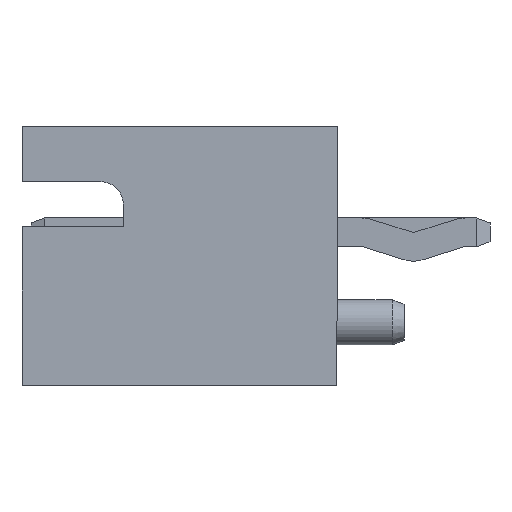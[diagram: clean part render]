
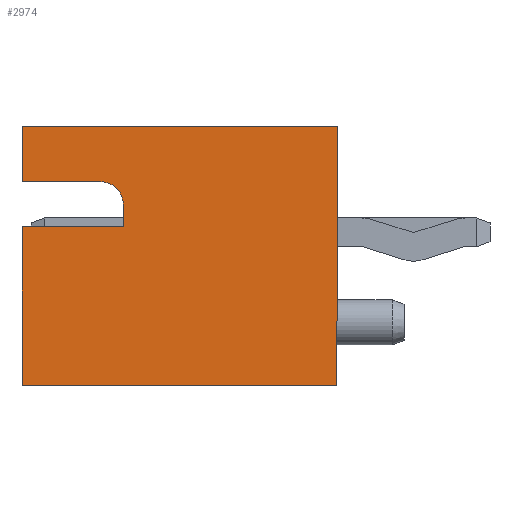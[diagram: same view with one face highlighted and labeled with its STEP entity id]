
A CAD part, left-side view. The second image highlights one B-rep face of the part: STEP entity #2974.
In plain terms, the highlighted face is planar.
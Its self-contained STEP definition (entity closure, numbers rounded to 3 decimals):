
#65 = CARTESIAN_POINT ( 'NONE',  ( 7.45, 7., 0. ) ) ;
#341 = EDGE_CURVE ( 'NONE', #4761, #1355, #2848, .T. ) ;
#349 = ORIENTED_EDGE ( 'NONE', *, *, #4944, .F. ) ;
#416 = LINE ( 'NONE', #486, #2686 ) ;
#486 = CARTESIAN_POINT ( 'NONE',  ( 7.45, 7., -2.35 ) ) ;
#548 = VECTOR ( 'NONE', #4817, 1000. ) ;
#619 = AXIS2_PLACEMENT_3D ( 'NONE', #3856, #1816, #4687 ) ;
#649 = ORIENTED_EDGE ( 'NONE', *, *, #1350, .T. ) ;
#754 = LINE ( 'NONE', #1453, #998 ) ;
#817 = VECTOR ( 'NONE', #4971, 1000. ) ;
#941 = CARTESIAN_POINT ( 'NONE',  ( 7.45, 7., -2.35 ) ) ;
#998 = VECTOR ( 'NONE', #5094, 1000. ) ;
#1161 = CARTESIAN_POINT ( 'NONE',  ( 7.45, 7., 3.4 ) ) ;
#1201 = VERTEX_POINT ( 'NONE', #1161 ) ;
#1311 = LINE ( 'NONE', #4483, #1377 ) ;
#1312 = CARTESIAN_POINT ( 'NONE',  ( 7.45, 7., 0. ) ) ;
#1333 = EDGE_LOOP ( 'NONE', ( #4645, #1983, #2957, #3793, #649, #4239, #3177, #349, #2640 ) ) ;
#1350 = EDGE_CURVE ( 'NONE', #3543, #1201, #3234, .T. ) ;
#1355 = VERTEX_POINT ( 'NONE', #2836 ) ;
#1377 = VECTOR ( 'NONE', #2496, 1000. ) ;
#1402 = EDGE_CURVE ( 'NONE', #3407, #3558, #4506, .T. ) ;
#1453 = CARTESIAN_POINT ( 'NONE',  ( 7.45, 4.75, -0.625 ) ) ;
#1495 = LINE ( 'NONE', #2208, #2384 ) ;
#1497 = EDGE_CURVE ( 'NONE', #1201, #1620, #1311, .T. ) ;
#1556 = LINE ( 'NONE', #5038, #4928 ) ;
#1620 = VERTEX_POINT ( 'NONE', #3409 ) ;
#1636 = CARTESIAN_POINT ( 'NONE',  ( 7.45, 7., -1.125 ) ) ;
#1816 = DIRECTION ( 'NONE',  ( -1., 0., 0. ) ) ;
#1819 = DIRECTION ( 'NONE',  ( 0., 0., 1. ) ) ;
#1906 = DIRECTION ( 'NONE',  ( 0., -1., 0. ) ) ;
#1983 = ORIENTED_EDGE ( 'NONE', *, *, #341, .T. ) ;
#2208 = CARTESIAN_POINT ( 'NONE',  ( 7.45, 0., 0. ) ) ;
#2322 = VERTEX_POINT ( 'NONE', #2730 ) ;
#2361 = VERTEX_POINT ( 'NONE', #3065 ) ;
#2384 = VECTOR ( 'NONE', #1819, 1000. ) ;
#2388 = EDGE_CURVE ( 'NONE', #1355, #2361, #754, .T. ) ;
#2496 = DIRECTION ( 'NONE',  ( 0., -1., 0. ) ) ;
#2525 = CARTESIAN_POINT ( 'NONE',  ( 7.45, 7., 0. ) ) ;
#2640 = ORIENTED_EDGE ( 'NONE', *, *, #1402, .T. ) ;
#2686 = VECTOR ( 'NONE', #4768, 1000. ) ;
#2730 = CARTESIAN_POINT ( 'NONE',  ( 7.45, 0., -2.35 ) ) ;
#2836 = CARTESIAN_POINT ( 'NONE',  ( 7.45, 4.75, -0.625 ) ) ;
#2848 = CIRCLE ( 'NONE', #619, 0.5 ) ;
#2957 = ORIENTED_EDGE ( 'NONE', *, *, #2388, .T. ) ;
#2963 = DIRECTION ( 'NONE',  ( 0., 0., -1. ) ) ;
#2974 = ADVANCED_FACE ( 'NONE', ( #4538 ), #3360, .T. ) ;
#2986 = EDGE_CURVE ( 'NONE', #2361, #3543, #3257, .T. ) ;
#2990 = DIRECTION ( 'NONE',  ( 0., 0., 1. ) ) ;
#3049 = EDGE_CURVE ( 'NONE', #2322, #1620, #1495, .T. ) ;
#3065 = CARTESIAN_POINT ( 'NONE',  ( 7.45, 4.75, -0.125 ) ) ;
#3177 = ORIENTED_EDGE ( 'NONE', *, *, #3049, .F. ) ;
#3234 = LINE ( 'NONE', #65, #548 ) ;
#3257 = LINE ( 'NONE', #4868, #817 ) ;
#3360 = PLANE ( 'NONE',  #3631 ) ;
#3368 = VECTOR ( 'NONE', #2990, 1000. ) ;
#3407 = VERTEX_POINT ( 'NONE', #941 ) ;
#3409 = CARTESIAN_POINT ( 'NONE',  ( 7.45, 0., 3.4 ) ) ;
#3543 = VERTEX_POINT ( 'NONE', #4752 ) ;
#3558 = VERTEX_POINT ( 'NONE', #1636 ) ;
#3631 = AXIS2_PLACEMENT_3D ( 'NONE', #1312, #4949, #2963 ) ;
#3793 = ORIENTED_EDGE ( 'NONE', *, *, #2986, .T. ) ;
#3856 = CARTESIAN_POINT ( 'NONE',  ( 7.45, 5.25, -0.625 ) ) ;
#3909 = EDGE_CURVE ( 'NONE', #3558, #4761, #1556, .T. ) ;
#4219 = CARTESIAN_POINT ( 'NONE',  ( 7.45, 5.25, -1.125 ) ) ;
#4239 = ORIENTED_EDGE ( 'NONE', *, *, #1497, .T. ) ;
#4483 = CARTESIAN_POINT ( 'NONE',  ( 7.45, 7., 3.4 ) ) ;
#4506 = LINE ( 'NONE', #2525, #3368 ) ;
#4538 = FACE_OUTER_BOUND ( 'NONE', #1333, .T. ) ;
#4645 = ORIENTED_EDGE ( 'NONE', *, *, #3909, .T. ) ;
#4687 = DIRECTION ( 'NONE',  ( 0., 0., 1. ) ) ;
#4752 = CARTESIAN_POINT ( 'NONE',  ( 7.45, 7., -0.125 ) ) ;
#4761 = VERTEX_POINT ( 'NONE', #4219 ) ;
#4768 = DIRECTION ( 'NONE',  ( 0., -1., 0. ) ) ;
#4817 = DIRECTION ( 'NONE',  ( 0., 0., 1. ) ) ;
#4868 = CARTESIAN_POINT ( 'NONE',  ( 7.45, 7., -0.125 ) ) ;
#4928 = VECTOR ( 'NONE', #1906, 1000. ) ;
#4944 = EDGE_CURVE ( 'NONE', #3407, #2322, #416, .T. ) ;
#4949 = DIRECTION ( 'NONE',  ( 1., 0., 0. ) ) ;
#4971 = DIRECTION ( 'NONE',  ( 0., 1., 0. ) ) ;
#5038 = CARTESIAN_POINT ( 'NONE',  ( 7.45, 7., -1.125 ) ) ;
#5094 = DIRECTION ( 'NONE',  ( 0., 0., 1. ) ) ;
